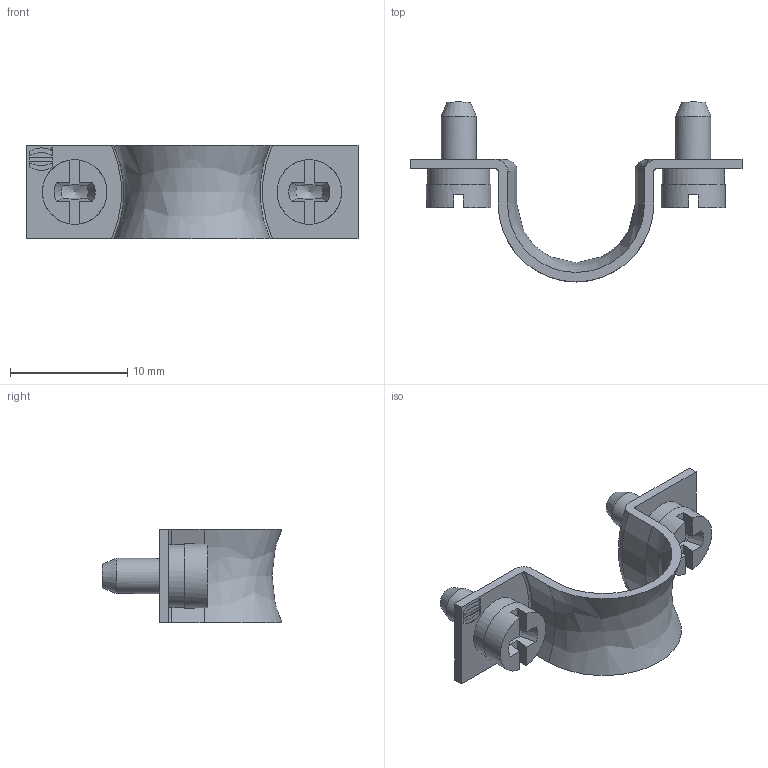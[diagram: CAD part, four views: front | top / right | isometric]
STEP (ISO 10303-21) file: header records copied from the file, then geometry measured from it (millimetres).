
FILE_DESCRIPTION(/* description */ (''),/* implementation_level */ '2;1');
FILE_NAME(/* name */ '100095162ugm000_c.stp',/* time_stamp */ '2019-03-27T13:35:09+01:00',/* author */ (''),/* organization */ (''),/* preprocessor_version */ 'ST-DEVELOPER v16.7',/* originating_system */ 'SIEMENS PLM Software NX 12.0',/* authorisation */ '');
FILE_SCHEMA (('AUTOMOTIVE_DESIGN { 1 0 10303 214 3 1 1 1 }'));
Length unit declared in the file: millimetre
Products named in the file (1): 100095162ugm000_c
Bounding box: 28.3 x 15.33 x 8 mm (x, y, z)
Volume: 461.8 mm3; surface area: 978.1 mm2
Topology: 1 solids, 1 shells, 73 faces, 192 edges, 131 vertices
Faces by surface type: plane 44, cylinder 15, cone 8, bspline 6
Full cylindrical faces by diameter (mm): 0.197 x1, 3 x2, 5.32 x2, 5.5 x2
Entity records: 2435 total; most frequent: CARTESIAN_POINT 574, DIRECTION 341, ORIENTED_EDGE 340, EDGE_CURVE 170, AXIS2_PLACEMENT_3D 122, VERTEX_POINT 120, LINE 97, VECTOR 97
